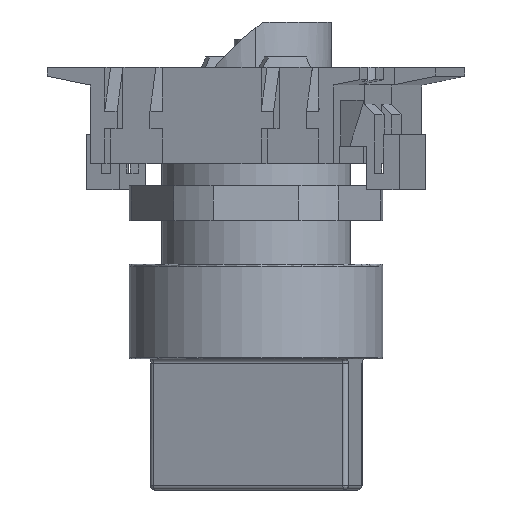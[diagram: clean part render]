
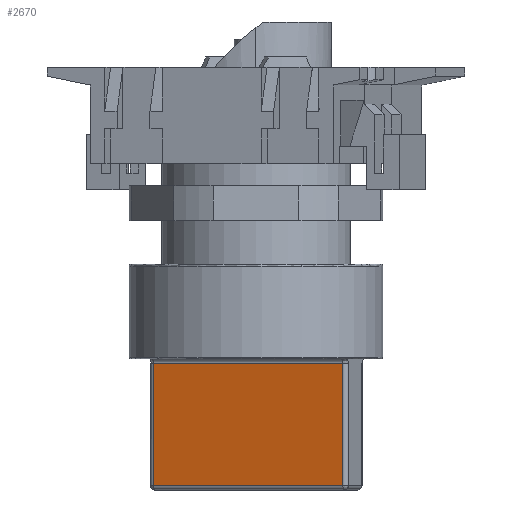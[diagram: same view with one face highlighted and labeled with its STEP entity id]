
A CAD part, front view. The second image highlights one B-rep face of the part: STEP entity #2670.
In plain terms, the highlighted planar face has unit normal (-0.337, -0.941, 0).
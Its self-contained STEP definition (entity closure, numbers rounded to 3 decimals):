
#230 = CARTESIAN_POINT ( 'NONE',  ( -26.308, 6.502, -30.3 ) ) ;
#361 = CARTESIAN_POINT ( 'NONE',  ( -26.308, 6.502, -16.3 ) ) ;
#511 = CARTESIAN_POINT ( 'NONE',  ( -11.716, 1.276, 0. ) ) ;
#579 = VERTEX_POINT ( 'NONE', #9128 ) ;
#642 = LINE ( 'NONE', #2915, #1451 ) ;
#1204 = DIRECTION ( 'NONE',  ( 0.941, -0.337, 0. ) ) ;
#1451 = VECTOR ( 'NONE', #7612, 1000. ) ;
#1475 = CARTESIAN_POINT ( 'NONE',  ( -26.308, 6.502, -30.8 ) ) ;
#1948 = ORIENTED_EDGE ( 'NONE', *, *, #8481, .F. ) ;
#2239 = VERTEX_POINT ( 'NONE', #7747 ) ;
#2279 = PLANE ( 'NONE',  #6963 ) ;
#2339 = DIRECTION ( 'NONE',  ( -0.941, 0.337, 0. ) ) ;
#2580 = VECTOR ( 'NONE', #7377, 1000. ) ;
#2670 = ADVANCED_FACE ( 'NONE', ( #8598 ), #2279, .F. ) ;
#2714 = EDGE_CURVE ( 'NONE', #7406, #4618, #8079, .T. ) ;
#2915 = CARTESIAN_POINT ( 'NONE',  ( 9.937, -6.48, -30.8 ) ) ;
#2927 = VECTOR ( 'NONE', #8123, 1000. ) ;
#3131 = ORIENTED_EDGE ( 'NONE', *, *, #4925, .F. ) ;
#3276 = ORIENTED_EDGE ( 'NONE', *, *, #4857, .F. ) ;
#4022 = DIRECTION ( 'NONE',  ( 0.337, 0.941, 0. ) ) ;
#4618 = VERTEX_POINT ( 'NONE', #6817 ) ;
#4759 = VECTOR ( 'NONE', #1204, 1000. ) ;
#4857 = EDGE_CURVE ( 'NONE', #579, #7406, #7205, .T. ) ;
#4925 = EDGE_CURVE ( 'NONE', #2239, #579, #642, .T. ) ;
#5557 = LINE ( 'NONE', #361, #4759 ) ;
#6817 = CARTESIAN_POINT ( 'NONE',  ( -11.716, 1.276, -16.3 ) ) ;
#6963 = AXIS2_PLACEMENT_3D ( 'NONE', #1475, #4022, #2339 ) ;
#6980 = ORIENTED_EDGE ( 'NONE', *, *, #2714, .F. ) ;
#7205 = LINE ( 'NONE', #230, #2927 ) ;
#7377 = DIRECTION ( 'NONE',  ( 0., 0., 1. ) ) ;
#7406 = VERTEX_POINT ( 'NONE', #7956 ) ;
#7612 = DIRECTION ( 'NONE',  ( 0., 0., -1. ) ) ;
#7747 = CARTESIAN_POINT ( 'NONE',  ( 9.937, -6.48, -16.3 ) ) ;
#7956 = CARTESIAN_POINT ( 'NONE',  ( -11.716, 1.276, -30.3 ) ) ;
#8079 = LINE ( 'NONE', #511, #2580 ) ;
#8123 = DIRECTION ( 'NONE',  ( -0.941, 0.337, 0. ) ) ;
#8481 = EDGE_CURVE ( 'NONE', #4618, #2239, #5557, .T. ) ;
#8598 = FACE_OUTER_BOUND ( 'NONE', #10492, .T. ) ;
#9128 = CARTESIAN_POINT ( 'NONE',  ( 9.937, -6.48, -30.3 ) ) ;
#10492 = EDGE_LOOP ( 'NONE', ( #6980, #3276, #3131, #1948 ) ) ;
